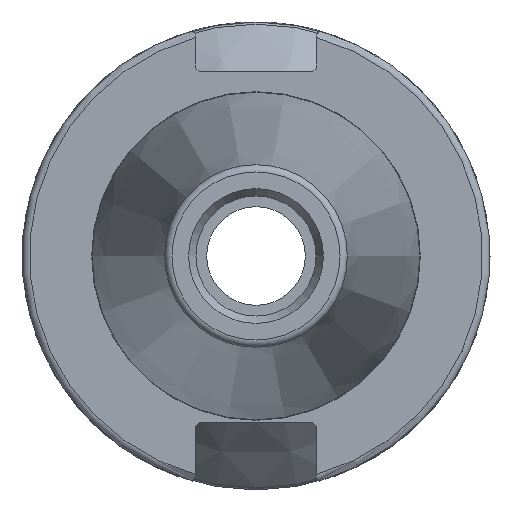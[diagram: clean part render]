
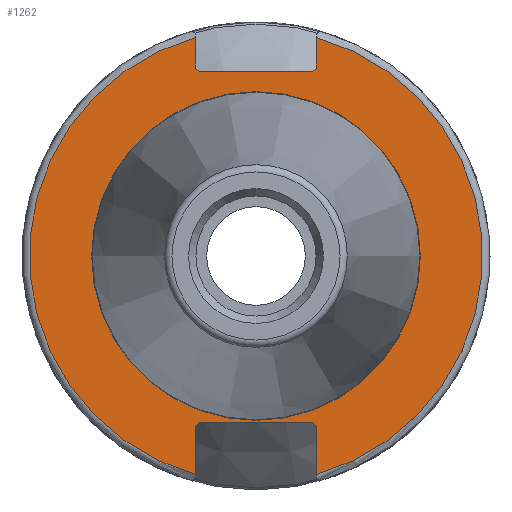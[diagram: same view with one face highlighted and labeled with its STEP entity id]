
A CAD part, left-side view. The second image highlights one B-rep face of the part: STEP entity #1262.
In plain terms, the highlighted planar face has unit normal (-1, 0, 0).
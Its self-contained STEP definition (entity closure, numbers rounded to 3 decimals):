
#38=FACE_BOUND('',#347,.T.);
#45=PLANE('',#1398);
#92=LINE('',#2159,#165);
#93=LINE('',#2161,#166);
#94=LINE('',#2163,#167);
#95=LINE('',#2165,#168);
#96=LINE('',#2167,#169);
#97=LINE('',#2171,#170);
#98=LINE('',#2173,#171);
#99=LINE('',#2175,#172);
#100=LINE('',#2177,#173);
#101=LINE('',#2178,#174);
#165=VECTOR('',#1622,10.);
#166=VECTOR('',#1623,10.);
#167=VECTOR('',#1624,10.);
#168=VECTOR('',#1625,10.);
#169=VECTOR('',#1626,10.);
#170=VECTOR('',#1629,10.);
#171=VECTOR('',#1630,10.);
#172=VECTOR('',#1631,10.);
#173=VECTOR('',#1632,10.);
#174=VECTOR('',#1633,10.);
#268=FACE_OUTER_BOUND('',#346,.T.);
#346=EDGE_LOOP('',(#964,#965,#966,#967,#968,#969,#970,#971,#972,#973,#974,
#975));
#347=EDGE_LOOP('',(#976));
#438=CIRCLE('',#1396,22.3);
#440=CIRCLE('',#1399,30.75);
#441=CIRCLE('',#1400,30.75);
#553=VERTEX_POINT('',#2150);
#554=VERTEX_POINT('',#2155);
#555=VERTEX_POINT('',#2156);
#556=VERTEX_POINT('',#2158);
#557=VERTEX_POINT('',#2160);
#558=VERTEX_POINT('',#2162);
#559=VERTEX_POINT('',#2164);
#560=VERTEX_POINT('',#2166);
#561=VERTEX_POINT('',#2168);
#562=VERTEX_POINT('',#2170);
#563=VERTEX_POINT('',#2172);
#564=VERTEX_POINT('',#2174);
#565=VERTEX_POINT('',#2176);
#704=EDGE_CURVE('',#553,#553,#438,.T.);
#706=EDGE_CURVE('',#554,#555,#440,.T.);
#707=EDGE_CURVE('',#554,#556,#92,.T.);
#708=EDGE_CURVE('',#557,#556,#93,.T.);
#709=EDGE_CURVE('',#557,#558,#94,.T.);
#710=EDGE_CURVE('',#559,#558,#95,.T.);
#711=EDGE_CURVE('',#559,#560,#96,.T.);
#712=EDGE_CURVE('',#561,#560,#441,.T.);
#713=EDGE_CURVE('',#561,#562,#97,.T.);
#714=EDGE_CURVE('',#563,#562,#98,.T.);
#715=EDGE_CURVE('',#563,#564,#99,.T.);
#716=EDGE_CURVE('',#565,#564,#100,.T.);
#717=EDGE_CURVE('',#565,#555,#101,.T.);
#964=ORIENTED_EDGE('',*,*,#706,.F.);
#965=ORIENTED_EDGE('',*,*,#707,.T.);
#966=ORIENTED_EDGE('',*,*,#708,.F.);
#967=ORIENTED_EDGE('',*,*,#709,.T.);
#968=ORIENTED_EDGE('',*,*,#710,.F.);
#969=ORIENTED_EDGE('',*,*,#711,.T.);
#970=ORIENTED_EDGE('',*,*,#712,.F.);
#971=ORIENTED_EDGE('',*,*,#713,.T.);
#972=ORIENTED_EDGE('',*,*,#714,.F.);
#973=ORIENTED_EDGE('',*,*,#715,.T.);
#974=ORIENTED_EDGE('',*,*,#716,.F.);
#975=ORIENTED_EDGE('',*,*,#717,.T.);
#976=ORIENTED_EDGE('',*,*,#704,.F.);
#1262=ADVANCED_FACE('',(#268,#38),#45,.T.);
#1396=AXIS2_PLACEMENT_3D('',#2152,#1614,#1615);
#1398=AXIS2_PLACEMENT_3D('',#2154,#1618,#1619);
#1399=AXIS2_PLACEMENT_3D('',#2157,#1620,#1621);
#1400=AXIS2_PLACEMENT_3D('',#2169,#1627,#1628);
#1614=DIRECTION('center_axis',(-1.,0.,0.));
#1615=DIRECTION('ref_axis',(0.,-1.,0.));
#1618=DIRECTION('center_axis',(-1.,0.,0.));
#1619=DIRECTION('ref_axis',(0.,0.,1.));
#1620=DIRECTION('center_axis',(1.,0.,0.));
#1621=DIRECTION('ref_axis',(0.,-1.,0.));
#1622=DIRECTION('',(0.,0.,-1.));
#1623=DIRECTION('',(0.,-0.707,0.707));
#1624=DIRECTION('',(0.,1.,0.));
#1625=DIRECTION('',(0.,-0.707,-0.707));
#1626=DIRECTION('',(0.,0.,1.));
#1627=DIRECTION('center_axis',(1.,0.,0.));
#1628=DIRECTION('ref_axis',(0.,1.,0.));
#1629=DIRECTION('',(0.,0.,1.));
#1630=DIRECTION('',(0.,0.707,-0.707));
#1631=DIRECTION('',(0.,-1.,0.));
#1632=DIRECTION('',(0.,0.707,0.707));
#1633=DIRECTION('',(0.,0.,-1.));
#2150=CARTESIAN_POINT('',(3.175,0.,22.3));
#2152=CARTESIAN_POINT('Origin',(3.175,0.,0.));
#2154=CARTESIAN_POINT('Origin',(3.175,31.75,0.));
#2155=CARTESIAN_POINT('',(3.175,-8.19,29.639));
#2156=CARTESIAN_POINT('',(3.175,-8.19,-29.639));
#2157=CARTESIAN_POINT('Origin',(3.175,0.,0.));
#2158=CARTESIAN_POINT('',(3.175,-8.19,25.5));
#2159=CARTESIAN_POINT('',(3.175,-8.19,12.5));
#2160=CARTESIAN_POINT('',(3.175,-7.69,25.));
#2161=CARTESIAN_POINT('',(3.175,8.295,9.015));
#2162=CARTESIAN_POINT('',(3.175,7.69,25.));
#2163=CARTESIAN_POINT('',(3.175,15.875,25.));
#2164=CARTESIAN_POINT('',(3.175,8.19,25.5));
#2165=CARTESIAN_POINT('',(3.175,7.58,24.89));
#2166=CARTESIAN_POINT('',(3.175,8.19,29.639));
#2167=CARTESIAN_POINT('',(3.175,8.19,12.5));
#2168=CARTESIAN_POINT('',(3.175,8.19,-29.639));
#2169=CARTESIAN_POINT('Origin',(3.175,0.,0.));
#2170=CARTESIAN_POINT('',(3.175,8.19,-23.1));
#2171=CARTESIAN_POINT('',(3.175,8.19,-11.3));
#2172=CARTESIAN_POINT('',(3.175,7.69,-22.6));
#2173=CARTESIAN_POINT('',(3.175,8.18,-23.09));
#2174=CARTESIAN_POINT('',(3.175,-7.69,-22.6));
#2175=CARTESIAN_POINT('',(3.175,15.875,-22.6));
#2176=CARTESIAN_POINT('',(3.175,-8.19,-23.1));
#2177=CARTESIAN_POINT('',(3.175,7.695,-7.215));
#2178=CARTESIAN_POINT('',(3.175,-8.19,-11.3));
